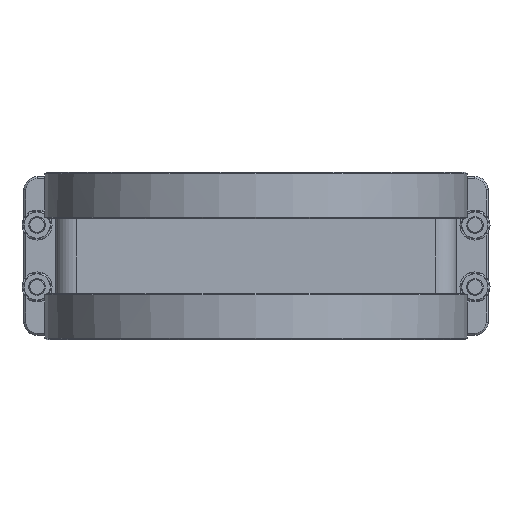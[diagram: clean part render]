
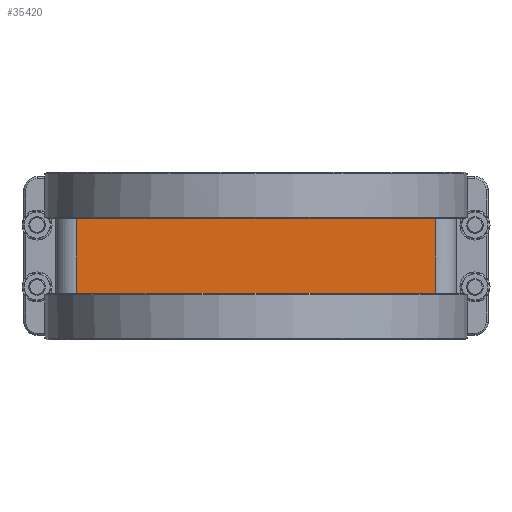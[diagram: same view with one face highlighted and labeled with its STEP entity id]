
A CAD part, front view. The second image highlights one B-rep face of the part: STEP entity #35420.
In plain terms, the highlighted planar face has unit normal (0, -1, 0).
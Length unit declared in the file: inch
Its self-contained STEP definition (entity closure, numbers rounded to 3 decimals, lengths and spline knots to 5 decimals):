
#128 = DIRECTION ( 'NONE',  ( -1., 0., 0. ) ) ;
#1200 = LINE ( 'NONE', #61456, #55678 ) ;
#2494 = ORIENTED_EDGE ( 'NONE', *, *, #3220, .F. ) ;
#3220 = EDGE_CURVE ( 'NONE', #40760, #58763, #14547, .T. ) ;
#3358 = CARTESIAN_POINT ( 'NONE',  ( -3.39, -3.447, 0.7025 ) ) ;
#3529 = VECTOR ( 'NONE', #39284, 39.37008 ) ;
#3722 = LINE ( 'NONE', #38588, #15769 ) ;
#4432 = EDGE_CURVE ( 'NONE', #57595, #34722, #54507, .T. ) ;
#5239 = VERTEX_POINT ( 'NONE', #28694 ) ;
#5549 = VERTEX_POINT ( 'NONE', #28383 ) ;
#5694 = LINE ( 'NONE', #7723, #7327 ) ;
#5714 = CARTESIAN_POINT ( 'NONE',  ( -3.775, -3.447, -0.7025 ) ) ;
#6334 = VERTEX_POINT ( 'NONE', #59855 ) ;
#7284 = CARTESIAN_POINT ( 'NONE',  ( 1.93913, -3.447, -0.7025 ) ) ;
#7327 = VECTOR ( 'NONE', #48951, 39.37008 ) ;
#7545 = EDGE_CURVE ( 'NONE', #34722, #50431, #53157, .T. ) ;
#7723 = CARTESIAN_POINT ( 'NONE',  ( 0., -3.447, 0.7025 ) ) ;
#8520 = DIRECTION ( 'NONE',  ( 1., 0., 0. ) ) ;
#9377 = DIRECTION ( 'NONE',  ( 1., 0., 0. ) ) ;
#9680 = ORIENTED_EDGE ( 'NONE', *, *, #36433, .F. ) ;
#10274 = ORIENTED_EDGE ( 'NONE', *, *, #56952, .F. ) ;
#10484 = CARTESIAN_POINT ( 'NONE',  ( -3.39, -3.447, 0.72908 ) ) ;
#10746 = VECTOR ( 'NONE', #19546, 39.37008 ) ;
#10895 = DIRECTION ( 'NONE',  ( 1., 0., 0. ) ) ;
#12302 = VECTOR ( 'NONE', #12550, 39.37008 ) ;
#12550 = DIRECTION ( 'NONE',  ( 1., 0., 0. ) ) ;
#13215 = EDGE_CURVE ( 'NONE', #50431, #5239, #33543, .T. ) ;
#13513 = DIRECTION ( 'NONE',  ( 1., 0., 0. ) ) ;
#13527 = CARTESIAN_POINT ( 'NONE',  ( -0.44286, -3.447, 0.7025 ) ) ;
#14393 = CARTESIAN_POINT ( 'NONE',  ( 0., -3.447, 0.7025 ) ) ;
#14547 = LINE ( 'NONE', #59119, #53816 ) ;
#15769 = VECTOR ( 'NONE', #48865, 39.37008 ) ;
#16246 = CARTESIAN_POINT ( 'NONE',  ( 0.6722, -3.447, 0.7025 ) ) ;
#17504 = ORIENTED_EDGE ( 'NONE', *, *, #49495, .T. ) ;
#17518 = DIRECTION ( 'NONE',  ( 0., 0., -1. ) ) ;
#17823 = DIRECTION ( 'NONE',  ( 1., 0., 0. ) ) ;
#18642 = EDGE_CURVE ( 'NONE', #5549, #46800, #34064, .T. ) ;
#19546 = DIRECTION ( 'NONE',  ( 1., 0., 0. ) ) ;
#19605 = EDGE_CURVE ( 'NONE', #5549, #29703, #21518, .T. ) ;
#21364 = CARTESIAN_POINT ( 'NONE',  ( -3.775, -3.447, -0.7025 ) ) ;
#21369 = ORIENTED_EDGE ( 'NONE', *, *, #48617, .F. ) ;
#21518 = LINE ( 'NONE', #27614, #35156 ) ;
#23203 = CARTESIAN_POINT ( 'NONE',  ( 3.39, -3.447, 0.72908 ) ) ;
#23406 = EDGE_CURVE ( 'NONE', #25392, #65944, #1200, .T. ) ;
#25325 = VERTEX_POINT ( 'NONE', #30393 ) ;
#25392 = VERTEX_POINT ( 'NONE', #16246 ) ;
#25498 = ORIENTED_EDGE ( 'NONE', *, *, #32009, .F. ) ;
#25939 = DIRECTION ( 'NONE',  ( 0., 0., 1. ) ) ;
#27386 = ORIENTED_EDGE ( 'NONE', *, *, #40607, .T. ) ;
#27614 = CARTESIAN_POINT ( 'NONE',  ( 0., -3.447, -0.7025 ) ) ;
#28284 = VERTEX_POINT ( 'NONE', #42749 ) ;
#28383 = CARTESIAN_POINT ( 'NONE',  ( -3.39, -3.447, -0.7025 ) ) ;
#28694 = CARTESIAN_POINT ( 'NONE',  ( 3.39, -3.447, -0.7025 ) ) ;
#29703 = VERTEX_POINT ( 'NONE', #55094 ) ;
#30393 = CARTESIAN_POINT ( 'NONE',  ( -1.93913, -3.447, 0.7025 ) ) ;
#30567 = FACE_OUTER_BOUND ( 'NONE', #49141, .T. ) ;
#31405 = LINE ( 'NONE', #23203, #48253 ) ;
#31807 = VECTOR ( 'NONE', #8520, 39.37008 ) ;
#32009 = EDGE_CURVE ( 'NONE', #25325, #37345, #39628, .T. ) ;
#32446 = LINE ( 'NONE', #54473, #3529 ) ;
#32757 = CARTESIAN_POINT ( 'NONE',  ( -3.775, -3.447, -0.7025 ) ) ;
#33543 = LINE ( 'NONE', #45247, #47152 ) ;
#34064 = LINE ( 'NONE', #10484, #47682 ) ;
#34486 = LINE ( 'NONE', #58759, #36105 ) ;
#34722 = VERTEX_POINT ( 'NONE', #65038 ) ;
#34987 = ORIENTED_EDGE ( 'NONE', *, *, #13215, .T. ) ;
#35156 = VECTOR ( 'NONE', #53146, 39.37008 ) ;
#35420 = ADVANCED_FACE ( 'NONE', ( #30567 ), #37930, .T. ) ;
#35648 = VECTOR ( 'NONE', #13513, 39.37008 ) ;
#35805 = ORIENTED_EDGE ( 'NONE', *, *, #7545, .T. ) ;
#36105 = VECTOR ( 'NONE', #17823, 39.37008 ) ;
#36159 = LINE ( 'NONE', #21364, #49770 ) ;
#36433 = EDGE_CURVE ( 'NONE', #46800, #25325, #34486, .T. ) ;
#37345 = VERTEX_POINT ( 'NONE', #40260 ) ;
#37930 = PLANE ( 'NONE',  #50056 ) ;
#38588 = CARTESIAN_POINT ( 'NONE',  ( -3.775, -3.447, 0.7025 ) ) ;
#39238 = CARTESIAN_POINT ( 'NONE',  ( -3.775, -3.447, -0.7025 ) ) ;
#39284 = DIRECTION ( 'NONE',  ( 1., 0., 0. ) ) ;
#39628 = LINE ( 'NONE', #14393, #10746 ) ;
#40260 = CARTESIAN_POINT ( 'NONE',  ( -0.6722, -3.447, 0.7025 ) ) ;
#40441 = ORIENTED_EDGE ( 'NONE', *, *, #61251, .T. ) ;
#40607 = EDGE_CURVE ( 'NONE', #29703, #28284, #45446, .T. ) ;
#40760 = VERTEX_POINT ( 'NONE', #63298 ) ;
#42385 = ORIENTED_EDGE ( 'NONE', *, *, #4432, .T. ) ;
#42749 = CARTESIAN_POINT ( 'NONE',  ( -0.6722, -3.447, -0.7025 ) ) ;
#43279 = CARTESIAN_POINT ( 'NONE',  ( -3.775, -3.447, -0.7025 ) ) ;
#43646 = CARTESIAN_POINT ( 'NONE',  ( 3.39, -3.447, 0.7025 ) ) ;
#43778 = DIRECTION ( 'NONE',  ( 1., 0., 0. ) ) ;
#44605 = CARTESIAN_POINT ( 'NONE',  ( 0.44286, -3.447, 0.7025 ) ) ;
#45247 = CARTESIAN_POINT ( 'NONE',  ( 0., -3.447, -0.7025 ) ) ;
#45446 = LINE ( 'NONE', #39238, #31807 ) ;
#46275 = CARTESIAN_POINT ( 'NONE',  ( 0.44286, -3.447, -0.7025 ) ) ;
#46800 = VERTEX_POINT ( 'NONE', #3358 ) ;
#47152 = VECTOR ( 'NONE', #9377, 39.37008 ) ;
#47682 = VECTOR ( 'NONE', #25939, 39.37008 ) ;
#48205 = DIRECTION ( 'NONE',  ( 0., -1., 0. ) ) ;
#48253 = VECTOR ( 'NONE', #59003, 39.37008 ) ;
#48617 = EDGE_CURVE ( 'NONE', #52627, #65944, #5694, .T. ) ;
#48865 = DIRECTION ( 'NONE',  ( -1., 0., 0. ) ) ;
#48951 = DIRECTION ( 'NONE',  ( 1., 0., 0. ) ) ;
#49141 = EDGE_LOOP ( 'NONE', ( #27386, #17504, #40441, #42385, #35805, #34987, #50510, #2494, #10274, #63686, #21369, #60120, #25498, #9680, #54317, #50003 ) ) ;
#49284 = LINE ( 'NONE', #59370, #35648 ) ;
#49495 = EDGE_CURVE ( 'NONE', #28284, #6334, #36159, .T. ) ;
#49770 = VECTOR ( 'NONE', #52041, 39.37008 ) ;
#50003 = ORIENTED_EDGE ( 'NONE', *, *, #19605, .T. ) ;
#50056 = AXIS2_PLACEMENT_3D ( 'NONE', #32757, #48205, #17518 ) ;
#50431 = VERTEX_POINT ( 'NONE', #7284 ) ;
#50510 = ORIENTED_EDGE ( 'NONE', *, *, #64368, .F. ) ;
#52041 = DIRECTION ( 'NONE',  ( 1., 0., 0. ) ) ;
#52627 = VERTEX_POINT ( 'NONE', #13527 ) ;
#52911 = VECTOR ( 'NONE', #10895, 39.37008 ) ;
#53146 = DIRECTION ( 'NONE',  ( 1., 0., 0. ) ) ;
#53157 = LINE ( 'NONE', #43279, #12302 ) ;
#53816 = VECTOR ( 'NONE', #43778, 39.37008 ) ;
#54110 = EDGE_CURVE ( 'NONE', #52627, #37345, #3722, .T. ) ;
#54317 = ORIENTED_EDGE ( 'NONE', *, *, #18642, .F. ) ;
#54473 = CARTESIAN_POINT ( 'NONE',  ( 0., -3.447, 0.7025 ) ) ;
#54507 = LINE ( 'NONE', #5714, #52911 ) ;
#55094 = CARTESIAN_POINT ( 'NONE',  ( -1.93913, -3.447, -0.7025 ) ) ;
#55678 = VECTOR ( 'NONE', #128, 39.37008 ) ;
#56952 = EDGE_CURVE ( 'NONE', #25392, #40760, #32446, .T. ) ;
#57595 = VERTEX_POINT ( 'NONE', #46275 ) ;
#58759 = CARTESIAN_POINT ( 'NONE',  ( 0., -3.447, 0.7025 ) ) ;
#58763 = VERTEX_POINT ( 'NONE', #43646 ) ;
#59003 = DIRECTION ( 'NONE',  ( 0., 0., -1. ) ) ;
#59119 = CARTESIAN_POINT ( 'NONE',  ( 0., -3.447, 0.7025 ) ) ;
#59370 = CARTESIAN_POINT ( 'NONE',  ( -3.775, -3.447, -0.7025 ) ) ;
#59855 = CARTESIAN_POINT ( 'NONE',  ( -0.44286, -3.447, -0.7025 ) ) ;
#60120 = ORIENTED_EDGE ( 'NONE', *, *, #54110, .T. ) ;
#61251 = EDGE_CURVE ( 'NONE', #6334, #57595, #49284, .T. ) ;
#61456 = CARTESIAN_POINT ( 'NONE',  ( -3.775, -3.447, 0.7025 ) ) ;
#63298 = CARTESIAN_POINT ( 'NONE',  ( 1.93913, -3.447, 0.7025 ) ) ;
#63686 = ORIENTED_EDGE ( 'NONE', *, *, #23406, .T. ) ;
#64368 = EDGE_CURVE ( 'NONE', #58763, #5239, #31405, .T. ) ;
#65038 = CARTESIAN_POINT ( 'NONE',  ( 0.6722, -3.447, -0.7025 ) ) ;
#65944 = VERTEX_POINT ( 'NONE', #44605 ) ;
